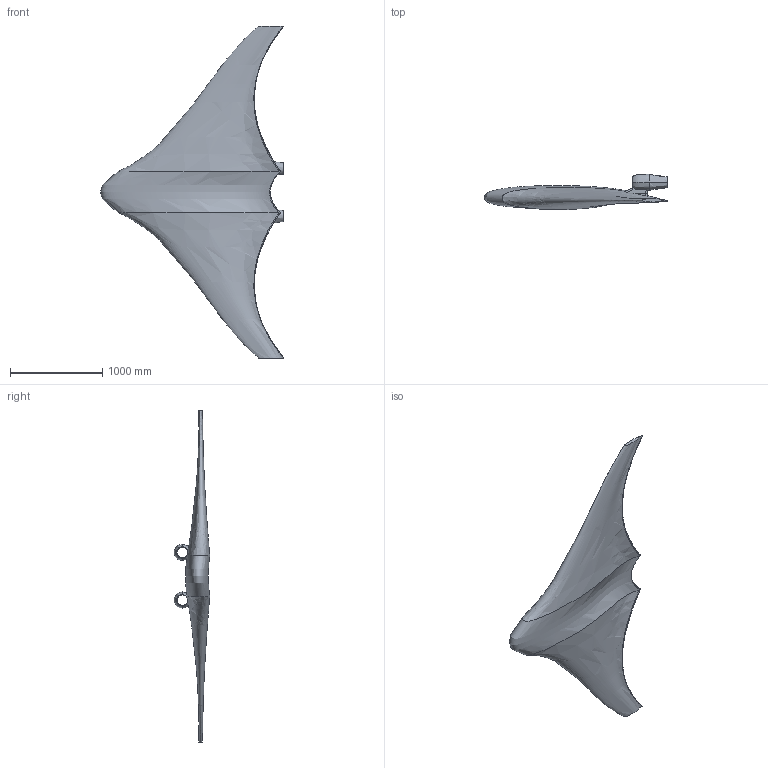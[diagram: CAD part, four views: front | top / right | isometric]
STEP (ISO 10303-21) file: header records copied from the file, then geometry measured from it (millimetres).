
FILE_DESCRIPTION(/* description */ ('CAx-IF Rec.Pracs.---Representation and Presentation of Product Manufacturing Information (PMI)---4.0---2014-10-13','CAx-IF Rec.Pracs.---3D Tessellated Geometry---0.4---2014-09-14','2;1'),/* implementation_level */ '2;1');
FILE_NAME(/* name */ 'BWB',/* time_stamp */ '2024-05-16T12:54:35+02:00',/* author */ (''),/* organization */ ('Siemens PLM Software'),/* preprocessor_version */ 'ST-DEVELOPER v18.102',/* originating_system */ 'DEX',/* authorisation */ $);
FILE_SCHEMA (('AP242_MANAGED_MODEL_BASED_3D_ENGINEERING_MIM_LF { 1 0 10303 442 1 1 4 }'));
Length unit declared in the file: millimetre
Products named in the file (3): Body 1; Body 2; Body 3
Bounding box: 1985.87 x 382.73 x 3600 mm (x, y, z)
Volume: 317134262 mm3; surface area: 7447367 mm2
Topology: 3 solids, 3 shells, 62 faces, 152 edges, 95 vertices
Faces by surface type: plane 24, bspline 22, cylinder 16
Entity records: 16854 total; most frequent: CARTESIAN_POINT 15552, ORIENTED_EDGE 304, DIRECTION 164, EDGE_CURVE 152, VERTEX_POINT 95, B_SPLINE_CURVE_WITH_KNOTS 90, EDGE_LOOP 65, FACE_BOUND 65
